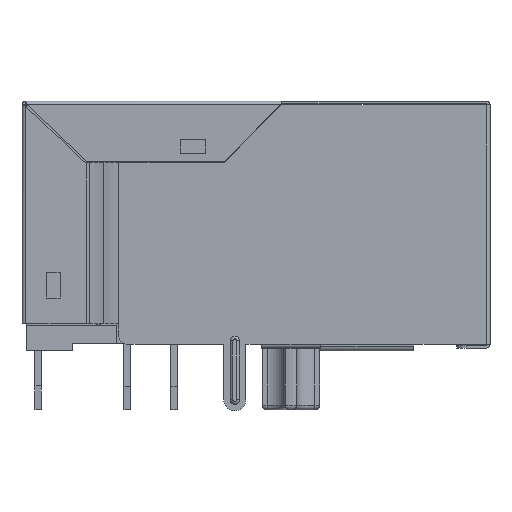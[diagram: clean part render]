
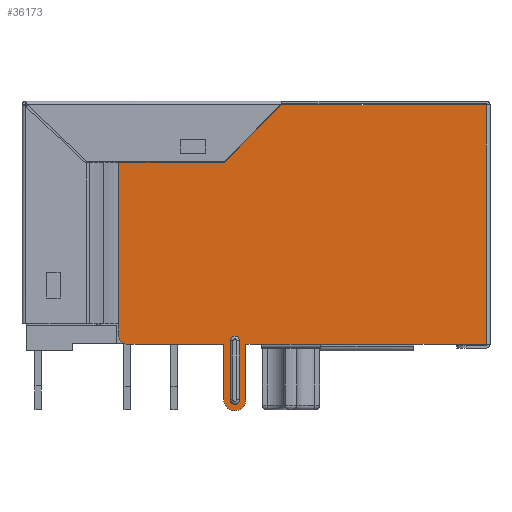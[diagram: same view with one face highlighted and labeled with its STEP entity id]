
A CAD part, left-side view. The second image highlights one B-rep face of the part: STEP entity #36173.
In plain terms, the highlighted face is planar.
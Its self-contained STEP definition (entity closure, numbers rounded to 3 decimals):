
#1095=CIRCLE('',#42019,0.25);
#1096=CIRCLE('',#42021,0.6);
#1100=CIRCLE('',#42028,0.5);
#1101=CIRCLE('',#42029,0.25);
#3756=ORIENTED_EDGE('',*,*,#13688,.T.);
#3757=ORIENTED_EDGE('',*,*,#13689,.T.);
#3758=ORIENTED_EDGE('',*,*,#13690,.T.);
#3759=ORIENTED_EDGE('',*,*,#13691,.F.);
#3760=ORIENTED_EDGE('',*,*,#13682,.F.);
#3761=ORIENTED_EDGE('',*,*,#13692,.F.);
#3762=ORIENTED_EDGE('',*,*,#13693,.T.);
#3763=ORIENTED_EDGE('',*,*,#13694,.T.);
#3764=ORIENTED_EDGE('',*,*,#13695,.T.);
#3765=ORIENTED_EDGE('',*,*,#13696,.T.);
#3766=ORIENTED_EDGE('',*,*,#13697,.T.);
#3767=ORIENTED_EDGE('',*,*,#13698,.T.);
#3768=ORIENTED_EDGE('',*,*,#13699,.T.);
#3769=ORIENTED_EDGE('',*,*,#13700,.T.);
#3770=ORIENTED_EDGE('',*,*,#13681,.F.);
#3771=ORIENTED_EDGE('',*,*,#13701,.F.);
#3772=ORIENTED_EDGE('',*,*,#13702,.F.);
#3773=ORIENTED_EDGE('',*,*,#13703,.F.);
#13681=EDGE_CURVE('',#18772,#18770,#1095,.F.);
#13682=EDGE_CURVE('',#18773,#18774,#1096,.T.);
#13688=EDGE_CURVE('',#18777,#18778,#22296,.T.);
#13689=EDGE_CURVE('',#18778,#18779,#1100,.T.);
#13690=EDGE_CURVE('',#18779,#18780,#22297,.T.);
#13691=EDGE_CURVE('',#18774,#18780,#22298,.T.);
#13692=EDGE_CURVE('',#18781,#18773,#22299,.T.);
#13693=EDGE_CURVE('',#18781,#18782,#22300,.T.);
#13694=EDGE_CURVE('',#18782,#18783,#22301,.T.);
#13695=EDGE_CURVE('',#18783,#18784,#22302,.T.);
#13696=EDGE_CURVE('',#18784,#18785,#22303,.T.);
#13697=EDGE_CURVE('',#18785,#18786,#22304,.T.);
#13698=EDGE_CURVE('',#18786,#18787,#22305,.T.);
#13699=EDGE_CURVE('',#18787,#18788,#22306,.T.);
#13700=EDGE_CURVE('',#18788,#18777,#22307,.T.);
#13701=EDGE_CURVE('',#18789,#18772,#22308,.T.);
#13702=EDGE_CURVE('',#18790,#18789,#1101,.T.);
#13703=EDGE_CURVE('',#18770,#18790,#22309,.T.);
#18770=VERTEX_POINT('',#56723);
#18772=VERTEX_POINT('',#56727);
#18773=VERTEX_POINT('',#56731);
#18774=VERTEX_POINT('',#56732);
#18777=VERTEX_POINT('',#56744);
#18778=VERTEX_POINT('',#56745);
#18779=VERTEX_POINT('',#56747);
#18780=VERTEX_POINT('',#56749);
#18781=VERTEX_POINT('',#56752);
#18782=VERTEX_POINT('',#56754);
#18783=VERTEX_POINT('',#56756);
#18784=VERTEX_POINT('',#56758);
#18785=VERTEX_POINT('',#56760);
#18786=VERTEX_POINT('',#56762);
#18787=VERTEX_POINT('',#56764);
#18788=VERTEX_POINT('',#56766);
#18789=VERTEX_POINT('',#56769);
#18790=VERTEX_POINT('',#56771);
#22296=LINE('',#56743,#26682);
#22297=LINE('',#56748,#26683);
#22298=LINE('',#56750,#26684);
#22299=LINE('',#56751,#26685);
#22300=LINE('',#56753,#26686);
#22301=LINE('',#56755,#26687);
#22302=LINE('',#56757,#26688);
#22303=LINE('',#56759,#26689);
#22304=LINE('',#56761,#26690);
#22305=LINE('',#56763,#26691);
#22306=LINE('',#56765,#26692);
#22307=LINE('',#56767,#26693);
#22308=LINE('',#56768,#26694);
#22309=LINE('',#56772,#26695);
#26682=VECTOR('',#46027,1000.);
#26683=VECTOR('',#46030,1000.);
#26684=VECTOR('',#46031,1000.);
#26685=VECTOR('',#46032,1000.);
#26686=VECTOR('',#46033,1000.);
#26687=VECTOR('',#46034,1000.);
#26688=VECTOR('',#46035,1000.);
#26689=VECTOR('',#46036,1000.);
#26690=VECTOR('',#46037,1000.);
#26691=VECTOR('',#46038,1000.);
#26692=VECTOR('',#46039,1000.);
#26693=VECTOR('',#46040,1000.);
#26694=VECTOR('',#46041,1000.);
#26695=VECTOR('',#46044,1000.);
#30486=EDGE_LOOP('',(#3756,#3757,#3758,#3759,#3760,#3761,#3762,#3763,#3764,
#3765,#3766,#3767,#3768,#3769));
#30487=EDGE_LOOP('',(#3770,#3771,#3772,#3773));
#32543=FACE_BOUND('',#30486,.T.);
#32544=FACE_BOUND('',#30487,.T.);
#34503=PLANE('',#42027);
#36173=ADVANCED_FACE('',(#32543,#32544),#34503,.T.);
#42019=AXIS2_PLACEMENT_3D('',#56728,#46007,#46008);
#42021=AXIS2_PLACEMENT_3D('',#56730,#46011,#46012);
#42027=AXIS2_PLACEMENT_3D('',#56742,#46025,#46026);
#42028=AXIS2_PLACEMENT_3D('',#56746,#46028,#46029);
#42029=AXIS2_PLACEMENT_3D('',#56770,#46042,#46043);
#46007=DIRECTION('',(0.,1.,0.));
#46008=DIRECTION('',(0.,0.,1.));
#46011=DIRECTION('',(0.,1.,0.));
#46012=DIRECTION('',(0.,0.,-1.));
#46025=DIRECTION('',(0.,-1.,0.));
#46026=DIRECTION('',(0.,0.,1.));
#46027=DIRECTION('',(-1.,0.,0.));
#46028=DIRECTION('',(0.,-1.,0.));
#46029=DIRECTION('',(0.,0.,-1.));
#46030=DIRECTION('',(0.,0.,-1.));
#46031=DIRECTION('',(1.,0.,0.));
#46032=DIRECTION('',(-1.,0.,0.));
#46033=DIRECTION('',(0.,0.,-1.));
#46034=DIRECTION('',(0.,0.,-1.));
#46035=DIRECTION('',(0.,0.,-1.));
#46036=DIRECTION('',(1.,0.,0.));
#46037=DIRECTION('',(0.,0.,1.));
#46038=DIRECTION('',(-0.707,0.,0.707));
#46039=DIRECTION('',(0.,0.,1.));
#46040=DIRECTION('',(-1.,0.,0.));
#46041=DIRECTION('',(-1.,0.,0.));
#46042=DIRECTION('',(0.,-1.,0.));
#46043=DIRECTION('',(1.,0.,0.));
#46044=DIRECTION('',(1.,0.,0.));
#56723=CARTESIAN_POINT('',(-9.5,-8.05,0.9));
#56727=CARTESIAN_POINT('',(-9.5,-8.05,1.4));
#56728=CARTESIAN_POINT('',(-9.5,-8.05,1.15));
#56730=CARTESIAN_POINT('',(-9.5,-8.05,1.15));
#56731=CARTESIAN_POINT('',(-9.5,-8.05,0.55));
#56732=CARTESIAN_POINT('',(-9.5,-8.05,1.75));
#56742=CARTESIAN_POINT('',(0.,-8.05,0.));
#56743=CARTESIAN_POINT('',(6.5,-8.05,7.45));
#56744=CARTESIAN_POINT('',(-5.38,-8.05,7.45));
#56745=CARTESIAN_POINT('',(-6.,-8.05,7.45));
#56746=CARTESIAN_POINT('',(-6.,-8.05,6.95));
#56747=CARTESIAN_POINT('',(-6.5,-8.05,6.95));
#56748=CARTESIAN_POINT('',(-6.5,-8.05,7.45));
#56749=CARTESIAN_POINT('',(-6.5,-8.05,1.75));
#56750=CARTESIAN_POINT('',(-9.5,-8.05,1.75));
#56751=CARTESIAN_POINT('',(-6.5,-8.05,0.55));
#56752=CARTESIAN_POINT('',(-6.5,-8.05,0.55));
#56753=CARTESIAN_POINT('',(-6.5,-8.05,7.45));
#56754=CARTESIAN_POINT('',(-6.5,-8.05,-0.3));
#56755=CARTESIAN_POINT('',(-6.5,-8.05,-0.3));
#56756=CARTESIAN_POINT('',(-6.5,-8.05,-3.5));
#56757=CARTESIAN_POINT('',(-6.5,-8.05,7.45));
#56758=CARTESIAN_POINT('',(-6.5,-8.05,-12.5));
#56759=CARTESIAN_POINT('',(-6.5,-8.05,-12.5));
#56760=CARTESIAN_POINT('',(6.5,-8.05,-12.5));
#56761=CARTESIAN_POINT('',(6.5,-8.05,-12.578));
#56762=CARTESIAN_POINT('',(6.5,-8.05,-1.4));
#56763=CARTESIAN_POINT('',(2.55,-8.05,2.55));
#56764=CARTESIAN_POINT('',(3.4,-8.05,1.7));
#56765=CARTESIAN_POINT('',(3.4,-8.05,0.));
#56766=CARTESIAN_POINT('',(3.4,-8.05,7.45));
#56767=CARTESIAN_POINT('',(6.5,-8.05,7.45));
#56768=CARTESIAN_POINT('',(0.,-8.05,1.4));
#56769=CARTESIAN_POINT('',(-6.3,-8.05,1.4));
#56770=CARTESIAN_POINT('',(-6.3,-8.05,1.15));
#56771=CARTESIAN_POINT('',(-6.3,-8.05,0.9));
#56772=CARTESIAN_POINT('',(0.,-8.05,0.9));
